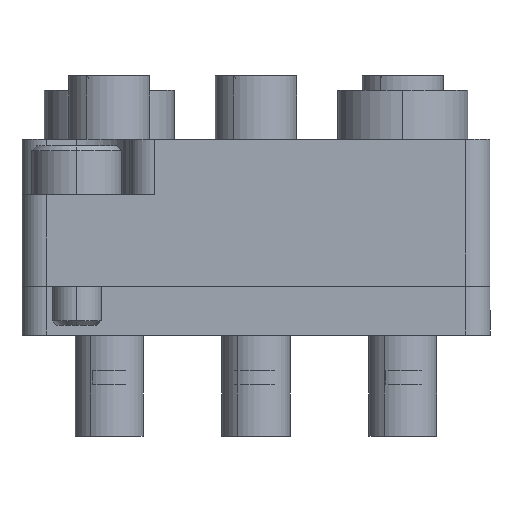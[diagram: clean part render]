
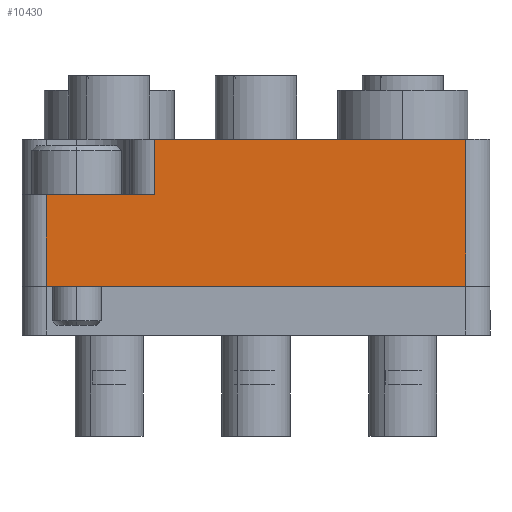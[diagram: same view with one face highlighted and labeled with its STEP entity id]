
A CAD part, front view. The second image highlights one B-rep face of the part: STEP entity #10430.
In plain terms, the highlighted face is planar.
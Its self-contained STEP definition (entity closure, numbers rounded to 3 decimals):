
#28 = CARTESIAN_POINT ( 'NONE',  ( 30., 9., -12.85 ) ) ;
#387 = CARTESIAN_POINT ( 'NONE',  ( 30., 0., 14.35 ) ) ;
#877 = VECTOR ( 'NONE', #16064, 1000. ) ;
#1737 = DIRECTION ( 'NONE',  ( 0., -1., 0. ) ) ;
#1766 = CARTESIAN_POINT ( 'NONE',  ( 30., 5.6, 12.85 ) ) ;
#2305 = DIRECTION ( 'NONE',  ( 0., 1., 0. ) ) ;
#2465 = EDGE_CURVE ( 'NONE', #3121, #8537, #15203, .T. ) ;
#2869 = CARTESIAN_POINT ( 'NONE',  ( 30., 0., 12.85 ) ) ;
#2957 = LINE ( 'NONE', #12618, #877 ) ;
#3121 = VERTEX_POINT ( 'NONE', #2869 ) ;
#3178 = ORIENTED_EDGE ( 'NONE', *, *, #19575, .T. ) ;
#3702 = DIRECTION ( 'NONE',  ( 0., 0., -1. ) ) ;
#3893 = LINE ( 'NONE', #7316, #11857 ) ;
#3999 = CARTESIAN_POINT ( 'NONE',  ( 30., 5.6, 6.25 ) ) ;
#4029 = CARTESIAN_POINT ( 'NONE',  ( 30., 5.6, 7.75 ) ) ;
#4399 = ORIENTED_EDGE ( 'NONE', *, *, #2465, .T. ) ;
#5022 = EDGE_CURVE ( 'NONE', #13862, #15653, #13633, .T. ) ;
#5466 = CARTESIAN_POINT ( 'NONE',  ( 30., 9., 14.35 ) ) ;
#5632 = ORIENTED_EDGE ( 'NONE', *, *, #16068, .F. ) ;
#5977 = ORIENTED_EDGE ( 'NONE', *, *, #8544, .T. ) ;
#6531 = CARTESIAN_POINT ( 'NONE',  ( 30., 9., 14.35 ) ) ;
#7316 = CARTESIAN_POINT ( 'NONE',  ( 30., 9., -12.85 ) ) ;
#7433 = ORIENTED_EDGE ( 'NONE', *, *, #5022, .F. ) ;
#8156 = LINE ( 'NONE', #8360, #8498 ) ;
#8360 = CARTESIAN_POINT ( 'NONE',  ( 30., 0., 12.85 ) ) ;
#8498 = VECTOR ( 'NONE', #1737, 1000. ) ;
#8537 = VERTEX_POINT ( 'NONE', #17460 ) ;
#8544 = EDGE_CURVE ( 'NONE', #13862, #16497, #2957, .T. ) ;
#8619 = VERTEX_POINT ( 'NONE', #1766 ) ;
#9685 = EDGE_CURVE ( 'NONE', #8537, #15653, #3893, .T. ) ;
#10430 = ADVANCED_FACE ( 'NONE', ( #13183 ), #11153, .T. ) ;
#11153 = PLANE ( 'NONE',  #12194 ) ;
#11299 = VECTOR ( 'NONE', #3702, 1000. ) ;
#11857 = VECTOR ( 'NONE', #2305, 1000. ) ;
#12028 = DIRECTION ( 'NONE',  ( 0., 0., -1. ) ) ;
#12194 = AXIS2_PLACEMENT_3D ( 'NONE', #6531, #13085, #19317 ) ;
#12618 = CARTESIAN_POINT ( 'NONE',  ( 30., 5.6, 6.25 ) ) ;
#13085 = DIRECTION ( 'NONE',  ( 1., 0., 0. ) ) ;
#13183 = FACE_OUTER_BOUND ( 'NONE', #15679, .T. ) ;
#13633 = LINE ( 'NONE', #5466, #16180 ) ;
#13862 = VERTEX_POINT ( 'NONE', #20490 ) ;
#14133 = LINE ( 'NONE', #4029, #19046 ) ;
#15203 = LINE ( 'NONE', #387, #11299 ) ;
#15420 = ORIENTED_EDGE ( 'NONE', *, *, #9685, .T. ) ;
#15653 = VERTEX_POINT ( 'NONE', #28 ) ;
#15679 = EDGE_LOOP ( 'NONE', ( #4399, #15420, #7433, #5977, #5632, #3178 ) ) ;
#16064 = DIRECTION ( 'NONE',  ( 0., -1., 0. ) ) ;
#16068 = EDGE_CURVE ( 'NONE', #8619, #16497, #14133, .T. ) ;
#16180 = VECTOR ( 'NONE', #12028, 1000. ) ;
#16497 = VERTEX_POINT ( 'NONE', #3999 ) ;
#17460 = CARTESIAN_POINT ( 'NONE',  ( 30., 0., -12.85 ) ) ;
#19046 = VECTOR ( 'NONE', #19053, 1000. ) ;
#19053 = DIRECTION ( 'NONE',  ( 0., 0., -1. ) ) ;
#19317 = DIRECTION ( 'NONE',  ( 0., 1., 0. ) ) ;
#19575 = EDGE_CURVE ( 'NONE', #8619, #3121, #8156, .T. ) ;
#20490 = CARTESIAN_POINT ( 'NONE',  ( 30., 9., 6.25 ) ) ;
